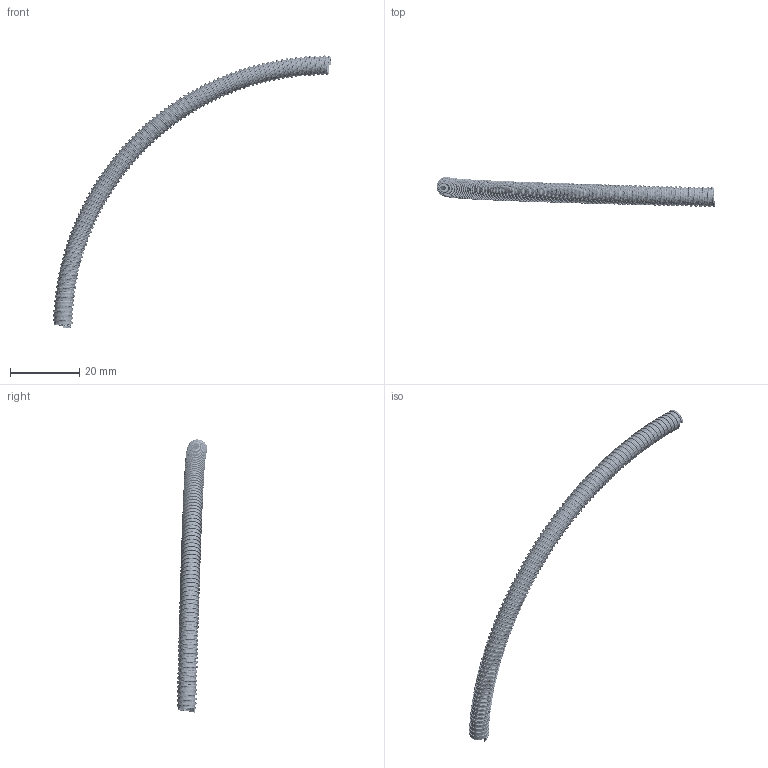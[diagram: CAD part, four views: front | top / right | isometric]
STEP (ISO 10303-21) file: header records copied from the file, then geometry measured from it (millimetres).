
FILE_DESCRIPTION (( 'STEP AP203' ), '1' );
FILE_NAME ('Hose.STEP', '2018-10-08T23:21:03', ( '' ), ( '' ), 'SwSTEP 2.0', 'SolidWorks 2018', '' );
FILE_SCHEMA (( 'CONFIG_CONTROL_DESIGN' ));
Length unit declared in the file: inch
Products named in the file (1): Hose
Bounding box: 80.64 x 8.93 x 79.1 mm (x, y, z)
Volume: 678.3 mm3; surface area: 5908.4 mm2
Topology: 1 solids, 1 shells, 18 faces, 48 edges, 32 vertices
Faces by surface type: bspline 16, plane 2
Entity records: 92855 total; most frequent: CARTESIAN_POINT 92387, ORIENTED_EDGE 96, DIRECTION 54, EDGE_CURVE 48, VERTEX_POINT 32, AXIS2_PLACEMENT_3D 19, ADVANCED_FACE 18, EDGE_LOOP 18
